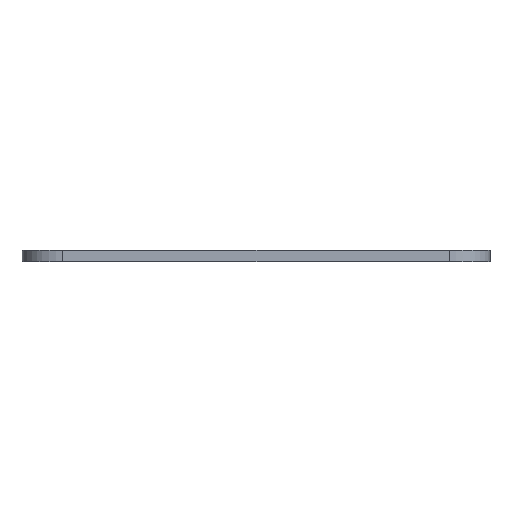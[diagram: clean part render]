
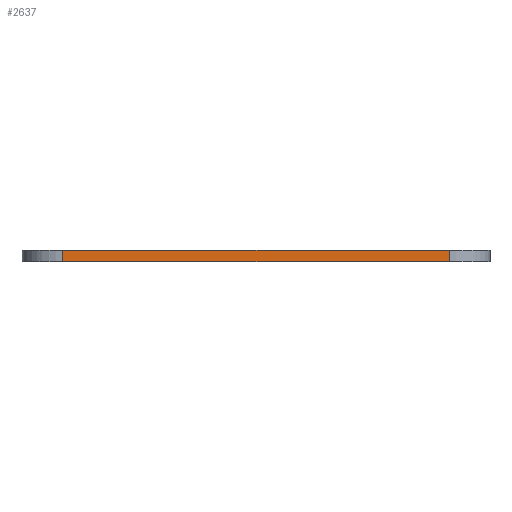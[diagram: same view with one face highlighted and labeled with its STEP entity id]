
A CAD part, left-side view. The second image highlights one B-rep face of the part: STEP entity #2637.
In plain terms, the highlighted planar face has unit normal (-1, 0, 0).
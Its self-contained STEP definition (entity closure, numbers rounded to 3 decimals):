
#388=CARTESIAN_POINT('',(-40.0,-16.5,-0.5));
#389=VERTEX_POINT('',#388);
#397=CARTESIAN_POINT('',(-40.0,16.5,-0.5));
#398=VERTEX_POINT('',#397);
#399=CARTESIAN_POINT('',(-40.0,16.5,-0.5));
#400=DIRECTION('',(0.0,-1.0,0.0));
#401=VECTOR('',#400,33.0);
#402=LINE('',#399,#401);
#403=EDGE_CURVE('',#398,#389,#402,.T.);
#740=CARTESIAN_POINT('',(-40.0,16.5,0.5));
#741=VERTEX_POINT('',#740);
#758=CARTESIAN_POINT('',(-40.0,16.5,-0.5));
#759=DIRECTION('',(0.0,0.0,1.0));
#760=VECTOR('',#759,1.0);
#761=LINE('',#758,#760);
#762=EDGE_CURVE('',#398,#741,#761,.T.);
#950=CARTESIAN_POINT('',(-40.0,-16.5,0.5));
#951=VERTEX_POINT('',#950);
#952=CARTESIAN_POINT('',(-40.0,-16.5,0.5));
#953=DIRECTION('',(0.0,1.0,0.0));
#954=VECTOR('',#953,33.0);
#955=LINE('',#952,#954);
#956=EDGE_CURVE('',#951,#741,#955,.T.);
#1405=CARTESIAN_POINT('',(-40.0,-16.5,0.5));
#1406=DIRECTION('',(0.0,0.0,-1.0));
#1407=VECTOR('',#1406,1.0);
#1408=LINE('',#1405,#1407);
#1409=EDGE_CURVE('',#951,#389,#1408,.T.);
#2626=CARTESIAN_POINT('',(-40.0,-20.0,0.0));
#2627=DIRECTION('',(-1.0,0.0,0.0));
#2628=DIRECTION('',(0.0,0.0,1.0));
#2629=AXIS2_PLACEMENT_3D('',#2626,#2627,#2628);
#2630=PLANE('',#2629);
#2631=ORIENTED_EDGE('',*,*,#762,.F.);
#2632=ORIENTED_EDGE('',*,*,#403,.T.);
#2633=ORIENTED_EDGE('',*,*,#1409,.F.);
#2634=ORIENTED_EDGE('',*,*,#956,.T.);
#2635=EDGE_LOOP('',(#2631,#2632,#2633,#2634));
#2636=FACE_OUTER_BOUND('',#2635,.T.);
#2637=ADVANCED_FACE('',(#2636),#2630,.T.);
